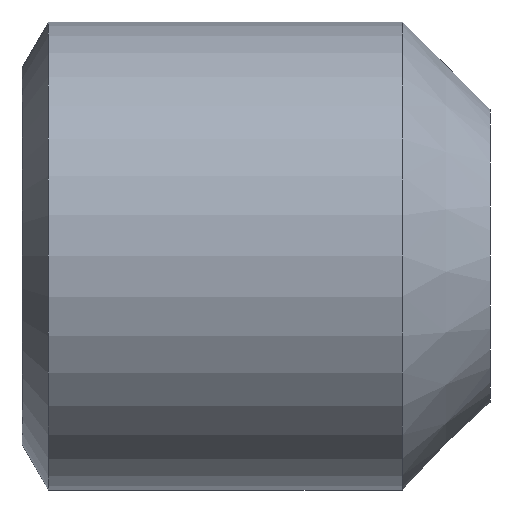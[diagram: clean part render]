
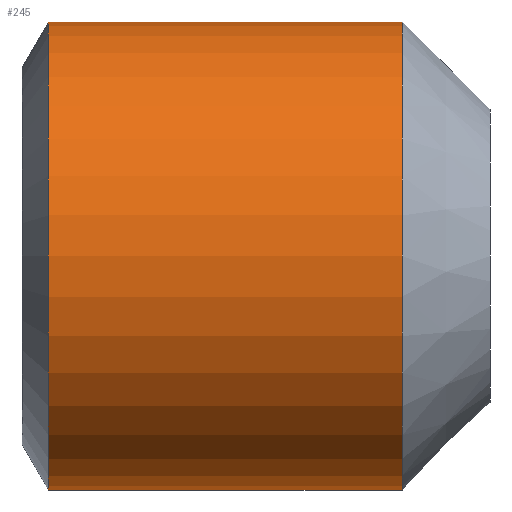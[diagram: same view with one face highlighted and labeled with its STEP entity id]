
A CAD part, front view. The second image highlights one B-rep face of the part: STEP entity #245.
In plain terms, the highlighted cylindrical face has radius 2 mm (diameter 4 mm), a full revolution.
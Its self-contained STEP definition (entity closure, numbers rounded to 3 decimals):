
#4 = ORIENTED_EDGE ( 'NONE', *, *, #329, .F. ) ;
#15 = FACE_OUTER_BOUND ( 'NONE', #338, .T. ) ;
#19 = FACE_OUTER_BOUND ( 'NONE', #99, .T. ) ;
#26 = CIRCLE ( 'NONE', #317, 2. ) ;
#27 = VERTEX_POINT ( 'NONE', #157 ) ;
#82 = DIRECTION ( 'NONE',  ( 0., 0., 1. ) ) ;
#83 = DIRECTION ( 'NONE',  ( -1., 0., 0. ) ) ;
#84 = CARTESIAN_POINT ( 'NONE',  ( 0.225, 0., 0. ) ) ;
#99 = EDGE_LOOP ( 'NONE', ( #102 ) ) ;
#102 = ORIENTED_EDGE ( 'NONE', *, *, #306, .T. ) ;
#113 = CARTESIAN_POINT ( 'NONE',  ( 3.25, 0., 2. ) ) ;
#147 = CIRCLE ( 'NONE', #361, 2. ) ;
#157 = CARTESIAN_POINT ( 'NONE',  ( 0.225, 0., 2. ) ) ;
#163 = CARTESIAN_POINT ( 'NONE',  ( 3.25, 0., 0. ) ) ;
#164 = DIRECTION ( 'NONE',  ( -1., 0., 0. ) ) ;
#165 = DIRECTION ( 'NONE',  ( 0., 0., 1. ) ) ;
#169 = DIRECTION ( 'NONE',  ( 0., 0., 1. ) ) ;
#202 = CARTESIAN_POINT ( 'NONE',  ( -12.7, 0., 0. ) ) ;
#204 = DIRECTION ( 'NONE',  ( -1., 0., 0. ) ) ;
#245 = ADVANCED_FACE ( 'NONE', ( #19, #15 ), #259, .T. ) ;
#259 = CYLINDRICAL_SURFACE ( 'NONE', #314, 2. ) ;
#306 = EDGE_CURVE ( 'NONE', #311, #311, #147, .T. ) ;
#311 = VERTEX_POINT ( 'NONE', #113 ) ;
#314 = AXIS2_PLACEMENT_3D ( 'NONE', #202, #204, #169 ) ;
#317 = AXIS2_PLACEMENT_3D ( 'NONE', #84, #83, #82 ) ;
#329 = EDGE_CURVE ( 'NONE', #27, #27, #26, .T. ) ;
#338 = EDGE_LOOP ( 'NONE', ( #4 ) ) ;
#361 = AXIS2_PLACEMENT_3D ( 'NONE', #163, #164, #165 ) ;
